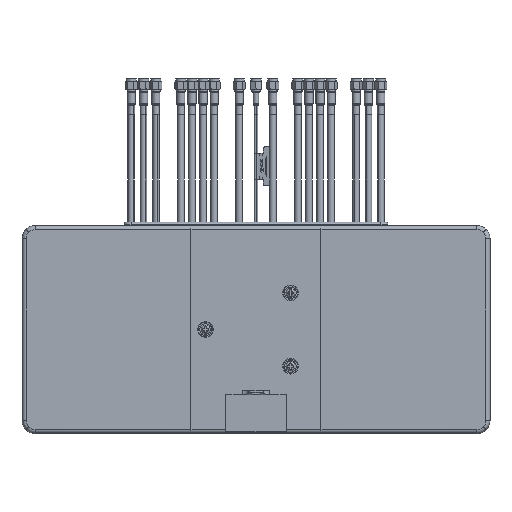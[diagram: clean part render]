
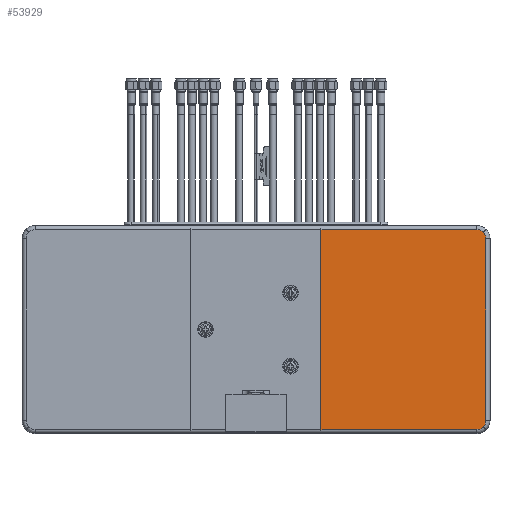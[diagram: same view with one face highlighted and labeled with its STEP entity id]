
A CAD part, front view. The second image highlights one B-rep face of the part: STEP entity #53929.
In plain terms, the highlighted planar face has unit normal (0, -1, 0).
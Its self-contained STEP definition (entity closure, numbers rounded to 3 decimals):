
#790 = EDGE_CURVE ( 'NONE', #17955, #16374, #23819, .T. ) ;
#4997 = CARTESIAN_POINT ( 'NONE',  ( 174.845, -5., 74.845 ) ) ;
#8972 = VECTOR ( 'NONE', #10902, 1000. ) ;
#9148 = CARTESIAN_POINT ( 'NONE',  ( 50., -5., 0. ) ) ;
#10156 = CARTESIAN_POINT ( 'NONE',  ( 176.891, -5., 69.901 ) ) ;
#10702 = CARTESIAN_POINT ( 'NONE',  ( 176.891, -5., 69.901 ) ) ;
#10902 = DIRECTION ( 'NONE',  ( 0., 0., -1. ) ) ;
#12443 = CARTESIAN_POINT ( 'NONE',  ( 176.891, -5., 69.752 ) ) ;
#12695 = AXIS2_PLACEMENT_3D ( 'NONE', #92375, #43839, #52009 ) ;
#13154 = CARTESIAN_POINT ( 'NONE',  ( 169.901, -5., 76.891 ) ) ;
#16212 = CARTESIAN_POINT ( 'NONE',  ( 176.173, -5., -73.517 ) ) ;
#16269 =( BOUNDED_CURVE ( )  B_SPLINE_CURVE ( 3, ( #4997, #27943, #53174, #13154 ),
 .UNSPECIFIED., .F., .T. ) 
 B_SPLINE_CURVE_WITH_KNOTS ( ( 4, 4 ),
 ( 0., 0.784 ),
 .UNSPECIFIED. ) 
 CURVE ( )  GEOMETRIC_REPRESENTATION_ITEM ( )  RATIONAL_B_SPLINE_CURVE ( ( 1., 0.949, 0.949, 1. ) ) 
 REPRESENTATION_ITEM ( '' )  );
#16374 = VERTEX_POINT ( 'NONE', #77239 ) ;
#17663 = CARTESIAN_POINT ( 'NONE',  ( 173.517, -5., -76.173 ) ) ;
#17955 = VERTEX_POINT ( 'NONE', #10156 ) ;
#18986 = ORIENTED_EDGE ( 'NONE', *, *, #790, .T. ) ;
#20599 = LINE ( 'NONE', #12443, #54934 ) ;
#22587 = VECTOR ( 'NONE', #90347, 1000. ) ;
#22622 = EDGE_CURVE ( 'NONE', #60599, #64489, #78205, .T. ) ;
#23298 = CARTESIAN_POINT ( 'NONE',  ( 176.891, -5., -69.901 ) ) ;
#23819 =( BOUNDED_CURVE ( )  B_SPLINE_CURVE ( 3, ( #10702, #58517, #67299, #27224 ),
 .UNSPECIFIED., .F., .F. ) 
 B_SPLINE_CURVE_WITH_KNOTS ( ( 4, 4 ),
 ( 5.499, 6.283 ),
 .UNSPECIFIED. ) 
 CURVE ( )  GEOMETRIC_REPRESENTATION_ITEM ( )  RATIONAL_B_SPLINE_CURVE ( ( 1., 0.949, 0.949, 1. ) ) 
 REPRESENTATION_ITEM ( '' )  );
#23893 = LINE ( 'NONE', #42166, #22587 ) ;
#26851 = CARTESIAN_POINT ( 'NONE',  ( 174.845, -5., -74.845 ) ) ;
#27224 = CARTESIAN_POINT ( 'NONE',  ( 174.845, -5., 74.845 ) ) ;
#27943 = CARTESIAN_POINT ( 'NONE',  ( 173.517, -5., 76.173 ) ) ;
#28655 = CARTESIAN_POINT ( 'NONE',  ( 50., -5., -76.891 ) ) ;
#29279 = EDGE_CURVE ( 'NONE', #16374, #60599, #16269, .T. ) ;
#29459 = CARTESIAN_POINT ( 'NONE',  ( 176.891, -5., -69.901 ) ) ;
#31146 = CARTESIAN_POINT ( 'NONE',  ( 169.901, -5., 76.891 ) ) ;
#33941 = CARTESIAN_POINT ( 'NONE',  ( 171.781, -5., -76.891 ) ) ;
#40653 = CARTESIAN_POINT ( 'NONE',  ( 174.845, -5., -74.845 ) ) ;
#41531 = ORIENTED_EDGE ( 'NONE', *, *, #92149, .T. ) ;
#41582 = ORIENTED_EDGE ( 'NONE', *, *, #43371, .T. ) ;
#42166 = CARTESIAN_POINT ( 'NONE',  ( 169.752, -5., -76.891 ) ) ;
#43371 = EDGE_CURVE ( 'NONE', #50797, #58925, #77518, .T. ) ;
#43839 = DIRECTION ( 'NONE',  ( 0., -1., 0. ) ) ;
#49841 = EDGE_CURVE ( 'NONE', #64489, #58212, #95126, .T. ) ;
#50797 = VERTEX_POINT ( 'NONE', #55361 ) ;
#52009 = DIRECTION ( 'NONE',  ( 1., 0., 0. ) ) ;
#52499 = DIRECTION ( 'NONE',  ( -1., 0., 0. ) ) ;
#53174 = CARTESIAN_POINT ( 'NONE',  ( 171.781, -5., 76.891 ) ) ;
#53929 = ADVANCED_FACE ( 'NONE', ( #78072 ), #67231, .T. ) ;
#54934 = VECTOR ( 'NONE', #69836, 1000. ) ;
#55361 = CARTESIAN_POINT ( 'NONE',  ( 174.845, -5., -74.845 ) ) ;
#55859 =( BOUNDED_CURVE ( )  B_SPLINE_CURVE ( 3, ( #75405, #33941, #17663, #26851 ),
 .UNSPECIFIED., .F., .F. ) 
 B_SPLINE_CURVE_WITH_KNOTS ( ( 4, 4 ),
 ( 5.499, 6.283 ),
 .UNSPECIFIED. ) 
 CURVE ( )  GEOMETRIC_REPRESENTATION_ITEM ( )  RATIONAL_B_SPLINE_CURVE ( ( 1., 0.949, 0.949, 1. ) ) 
 REPRESENTATION_ITEM ( '' )  );
#55985 = CARTESIAN_POINT ( 'NONE',  ( 176.891, -5., -71.781 ) ) ;
#58212 = VERTEX_POINT ( 'NONE', #28655 ) ;
#58517 = CARTESIAN_POINT ( 'NONE',  ( 176.891, -5., 71.781 ) ) ;
#58925 = VERTEX_POINT ( 'NONE', #29459 ) ;
#60599 = VERTEX_POINT ( 'NONE', #31146 ) ;
#64489 = VERTEX_POINT ( 'NONE', #78280 ) ;
#66669 = EDGE_CURVE ( 'NONE', #58925, #17955, #20599, .T. ) ;
#67231 = PLANE ( 'NONE',  #12695 ) ;
#67299 = CARTESIAN_POINT ( 'NONE',  ( 176.173, -5., 73.517 ) ) ;
#69836 = DIRECTION ( 'NONE',  ( 0., 0., 1. ) ) ;
#71799 = VECTOR ( 'NONE', #52499, 1000. ) ;
#72105 = VERTEX_POINT ( 'NONE', #95712 ) ;
#72345 = ORIENTED_EDGE ( 'NONE', *, *, #29279, .T. ) ;
#74438 = EDGE_CURVE ( 'NONE', #58212, #72105, #23893, .T. ) ;
#75129 = CARTESIAN_POINT ( 'NONE',  ( -169.752, -5., 76.891 ) ) ;
#75405 = CARTESIAN_POINT ( 'NONE',  ( 169.901, -5., -76.891 ) ) ;
#77239 = CARTESIAN_POINT ( 'NONE',  ( 174.845, -5., 74.845 ) ) ;
#77518 =( BOUNDED_CURVE ( )  B_SPLINE_CURVE ( 3, ( #40653, #16212, #55985, #23298 ),
 .UNSPECIFIED., .F., .T. ) 
 B_SPLINE_CURVE_WITH_KNOTS ( ( 4, 4 ),
 ( 0., 0.784 ),
 .UNSPECIFIED. ) 
 CURVE ( )  GEOMETRIC_REPRESENTATION_ITEM ( )  RATIONAL_B_SPLINE_CURVE ( ( 1., 0.949, 0.949, 1. ) ) 
 REPRESENTATION_ITEM ( '' )  );
#78072 = FACE_OUTER_BOUND ( 'NONE', #88490, .T. ) ;
#78205 = LINE ( 'NONE', #75129, #71799 ) ;
#78280 = CARTESIAN_POINT ( 'NONE',  ( 50., -5., 76.891 ) ) ;
#88490 = EDGE_LOOP ( 'NONE', ( #98785, #103836, #96619, #41531, #41582, #99210, #18986, #72345 ) ) ;
#90347 = DIRECTION ( 'NONE',  ( 1., 0., 0. ) ) ;
#92149 = EDGE_CURVE ( 'NONE', #72105, #50797, #55859, .T. ) ;
#92375 = CARTESIAN_POINT ( 'NONE',  ( 0., -5., 0. ) ) ;
#95126 = LINE ( 'NONE', #9148, #8972 ) ;
#95712 = CARTESIAN_POINT ( 'NONE',  ( 169.901, -5., -76.891 ) ) ;
#96619 = ORIENTED_EDGE ( 'NONE', *, *, #74438, .T. ) ;
#98785 = ORIENTED_EDGE ( 'NONE', *, *, #22622, .T. ) ;
#99210 = ORIENTED_EDGE ( 'NONE', *, *, #66669, .T. ) ;
#103836 = ORIENTED_EDGE ( 'NONE', *, *, #49841, .T. ) ;
